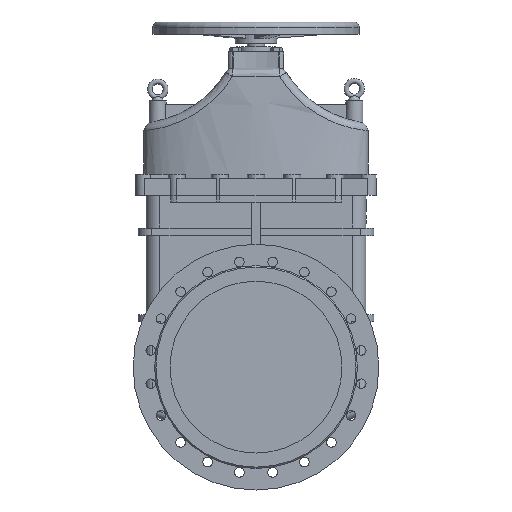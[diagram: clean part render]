
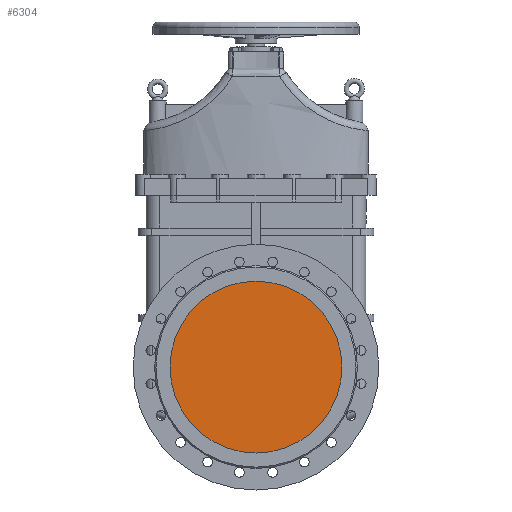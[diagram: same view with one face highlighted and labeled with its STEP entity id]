
A CAD part, front view. The second image highlights one B-rep face of the part: STEP entity #6304.
In plain terms, the highlighted planar face has unit normal (0, -1, 0).
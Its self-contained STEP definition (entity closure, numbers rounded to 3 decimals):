
#6304=ADVANCED_FACE('',(#48340),#48342,.T.);
#48340=FACE_BOUND('',#48341,.T.);
#48341=EDGE_LOOP('',(#75976,#75977));
#48342=PLANE('',#48343);
#48343=AXIS2_PLACEMENT_3D('',#48344,#48345,#48346);
#48344=CARTESIAN_POINT('',(37152.365,1955.043,-240.763));
#48345=DIRECTION('',(0.,-1.,0.));
#48346=DIRECTION('',(1.,0.,0.));
#75976=ORIENTED_EDGE('',*,*,#95440,.F.);
#75977=ORIENTED_EDGE('',*,*,#95441,.F.);
#95440=EDGE_CURVE('',#110229,#110230,#110231,.T.);
#95441=EDGE_CURVE('',#110230,#110229,#110232,.T.);
#110229=VERTEX_POINT('',#140831);
#110230=VERTEX_POINT('',#140832);
#110231=CIRCLE('',#140833,250.);
#110232=CIRCLE('',#140837,250.);
#140831=CARTESIAN_POINT('',(37152.365,1955.043,-490.763));
#140832=CARTESIAN_POINT('',(37152.365,1955.043,9.237));
#140833=AXIS2_PLACEMENT_3D('',#140834,#140835,#140836);
#140834=CARTESIAN_POINT('',(37152.365,1955.043,-240.763));
#140835=DIRECTION('',(0.,1.,0.));
#140836=DIRECTION('',(0.,0.,-1.));
#140837=AXIS2_PLACEMENT_3D('',#140838,#140839,#140840);
#140838=CARTESIAN_POINT('',(37152.365,1955.043,-240.763));
#140839=DIRECTION('',(0.,1.,0.));
#140840=DIRECTION('',(0.,0.,1.));
